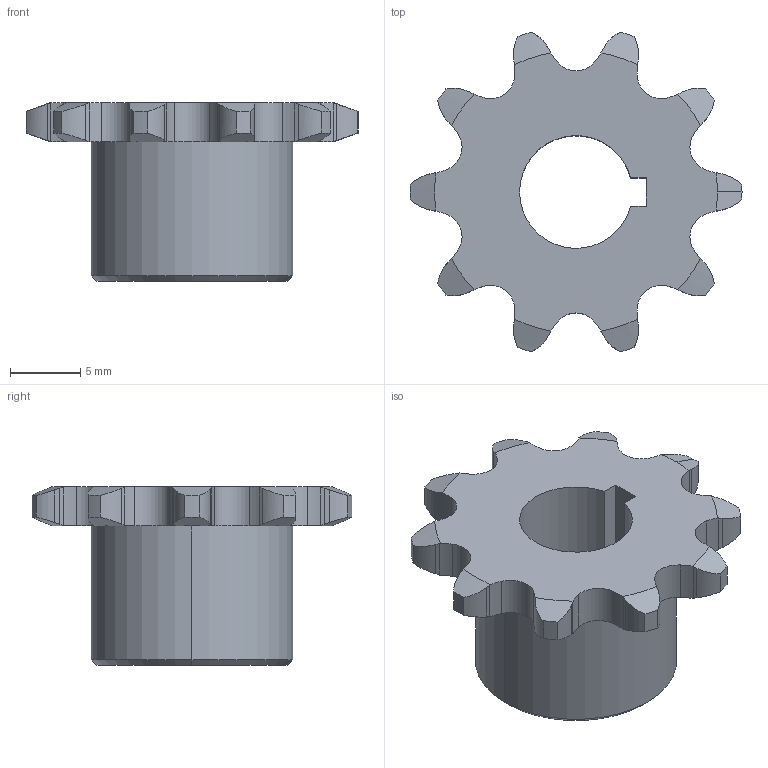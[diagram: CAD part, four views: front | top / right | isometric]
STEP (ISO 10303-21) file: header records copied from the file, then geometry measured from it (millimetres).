
FILE_DESCRIPTION (( 'STEP AP203' ), '1' );
FILE_NAME ('REV-21-2020.STEP', '2021-02-08T16:26:26', ( '' ), ( '' ), 'SwSTEP 2.0', 'SolidWorks 2019', '' );
FILE_SCHEMA (( 'CONFIG_CONTROL_DESIGN' ));
Length unit declared in the file: inch
Products named in the file (1): REV-21-2020
Bounding box: 23.56 x 22.7 x 12.7 mm (x, y, z)
Volume: 1787.5 mm3; surface area: 1549.3 mm2
Topology: 1 solids, 1 shells, 120 faces, 347 edges, 230 vertices
Faces by surface type: cylinder 70, plane 26, cone 24
Entity records: 4338 total; most frequent: CARTESIAN_POINT 1222, ORIENTED_EDGE 694, DIRECTION 585, EDGE_CURVE 347, AXIS2_PLACEMENT_3D 241, VERTEX_POINT 230, B_SPLINE_CURVE_WITH_KNOTS 124, EDGE_LOOP 123
